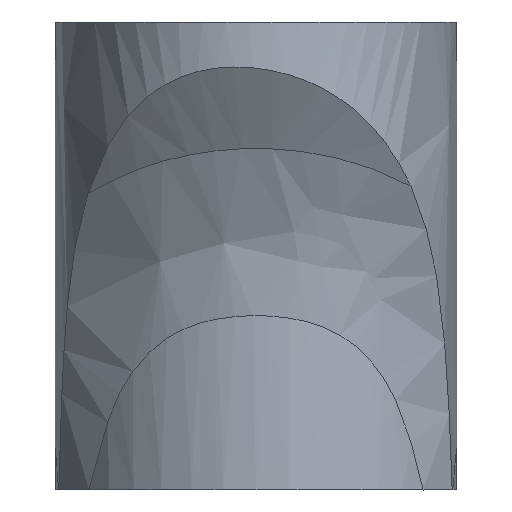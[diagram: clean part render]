
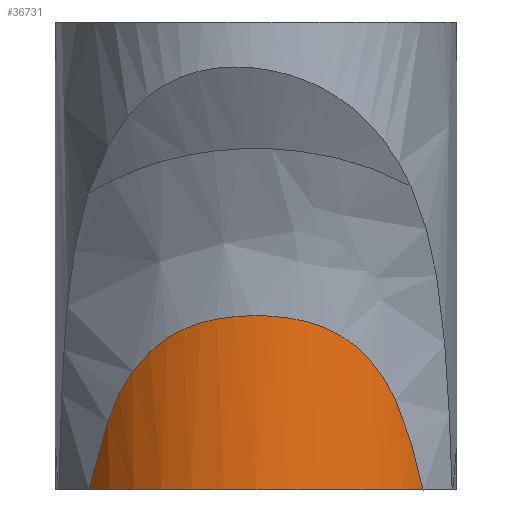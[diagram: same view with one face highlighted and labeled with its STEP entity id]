
A CAD part, front view. The second image highlights one B-rep face of the part: STEP entity #36731.
In plain terms, the highlighted cylindrical face has radius 30 mm (diameter 60 mm), a partial arc.
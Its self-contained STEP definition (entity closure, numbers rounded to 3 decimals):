
#7327=CIRCLE('',#38896,30.);
#9165=CYLINDRICAL_SURFACE('',#38895,30.);
#10056=FACE_OUTER_BOUND('',#12110,.T.);
#12110=EDGE_LOOP('',(#24731,#24732));
#14286=B_SPLINE_CURVE_WITH_KNOTS('',3,(#53433,#53434,#53435,#53436,#53437,
#53438,#53439,#53440,#53441,#53442,#53443,#53444,#53445,#53446,#53447,#53448,
#53449,#53450,#53451,#53452,#53453,#53454,#53455,#53456,#53457,#53458,#53459,
#53460,#53461,#53462,#53463,#53464,#53465),.UNSPECIFIED.,.F.,.F.,(4,1,1,
1,2,1,1,1,1,1,1,1,1,1,1,1,1,1,1,1,2,1,1,1,1,1,1,1,4),(-3.125,
-1.629,-0.879,-0.503,-0.128,
-0.111,-0.094,-0.059,0.01,
0.149,0.425,0.979,2.086,4.301,
6.516,7.623,8.731,9.838,10.392,
10.668,10.945,10.969,10.992,11.039,
11.132,11.318,11.691,12.437,13.942),
 .UNSPECIFIED.);
#15065=VERTEX_POINT('',#53385);
#15070=VERTEX_POINT('',#53428);
#18887=EDGE_CURVE('',#15070,#15065,#14286,.T.);
#18888=EDGE_CURVE('',#15070,#15065,#7327,.T.);
#24731=ORIENTED_EDGE('',*,*,#18887,.F.);
#24732=ORIENTED_EDGE('',*,*,#18888,.T.);
#36731=ADVANCED_FACE('',(#10056),#9165,.T.);
#38895=AXIS2_PLACEMENT_3D('',#53466,#42663,#42664);
#38896=AXIS2_PLACEMENT_3D('',#53467,#42665,#42666);
#42663=DIRECTION('center_axis',(0.,0.,1.));
#42664=DIRECTION('ref_axis',(1.,0.,0.));
#42665=DIRECTION('center_axis',(0.,0.,1.));
#42666=DIRECTION('ref_axis',(1.,0.,0.));
#53385=CARTESIAN_POINT('',(24.985,-16.606,0.));
#53428=CARTESIAN_POINT('',(-24.985,-16.606,0.));
#53433=CARTESIAN_POINT('Ctrl Pts',(-24.986,-16.605,
0.001));
#53434=CARTESIAN_POINT('Ctrl Pts',(-24.242,-17.727,3.487));
#53435=CARTESIAN_POINT('Ctrl Pts',(-22.948,-19.426,8.393));
#53436=CARTESIAN_POINT('Ctrl Pts',(-21.036,-21.417,
13.24));
#53437=CARTESIAN_POINT('Ctrl Pts',(-19.813,-22.538,
15.635));
#53438=CARTESIAN_POINT('Ctrl Pts',(-19.162,-23.087,
16.69));
#53439=CARTESIAN_POINT('Ctrl Pts',(-18.81,-23.371,
17.199));
#53440=CARTESIAN_POINT('Ctrl Pts',(-18.779,-23.396,
17.244));
#53441=CARTESIAN_POINT('Ctrl Pts',(-18.716,-23.446,
17.333));
#53442=CARTESIAN_POINT('Ctrl Pts',(-18.607,-23.533,
17.488));
#53443=CARTESIAN_POINT('Ctrl Pts',(-18.387,-23.706,
17.794));
#53444=CARTESIAN_POINT('Ctrl Pts',(-17.94,-24.049,
18.39));
#53445=CARTESIAN_POINT('Ctrl Pts',(-17.023,-24.718,
19.517));
#53446=CARTESIAN_POINT('Ctrl Pts',(-15.095,-25.984,21.507));
#53447=CARTESIAN_POINT('Ctrl Pts',(-10.9,-28.184,24.465));
#53448=CARTESIAN_POINT('Ctrl Pts',(-4.196,-30.097,
26.172));
#53449=CARTESIAN_POINT('Ctrl Pts',(2.797,-30.094,26.165));
#53450=CARTESIAN_POINT('Ctrl Pts',(8.217,-28.952,25.155));
#53451=CARTESIAN_POINT('Ctrl Pts',(12.099,-27.554,23.614));
#53452=CARTESIAN_POINT('Ctrl Pts',(15.095,-25.985,21.51));
#53453=CARTESIAN_POINT('Ctrl Pts',(17.023,-24.718,19.516));
#53454=CARTESIAN_POINT('Ctrl Pts',(18.071,-23.953,18.23));
#53455=CARTESIAN_POINT('Ctrl Pts',(18.577,-23.558,17.536));
#53456=CARTESIAN_POINT('Ctrl Pts',(18.846,-23.342,17.146));
#53457=CARTESIAN_POINT('Ctrl Pts',(18.888,-23.308,17.085));
#53458=CARTESIAN_POINT('Ctrl Pts',(18.971,-23.24,16.963));
#53459=CARTESIAN_POINT('Ctrl Pts',(19.115,-23.122,16.745));
#53460=CARTESIAN_POINT('Ctrl Pts',(19.401,-22.884,16.296));
#53461=CARTESIAN_POINT('Ctrl Pts',(19.958,-22.404,15.348));
#53462=CARTESIAN_POINT('Ctrl Pts',(21.023,-21.43,13.27));
#53463=CARTESIAN_POINT('Ctrl Pts',(22.94,-19.437,8.424));
#53464=CARTESIAN_POINT('Ctrl Pts',(24.237,-17.734,3.509));
#53465=CARTESIAN_POINT('Ctrl Pts',(24.986,-16.605,0.001));
#53466=CARTESIAN_POINT('Origin',(0.,0.,
0.));
#53467=CARTESIAN_POINT('Origin',(0.,0.,0.));
